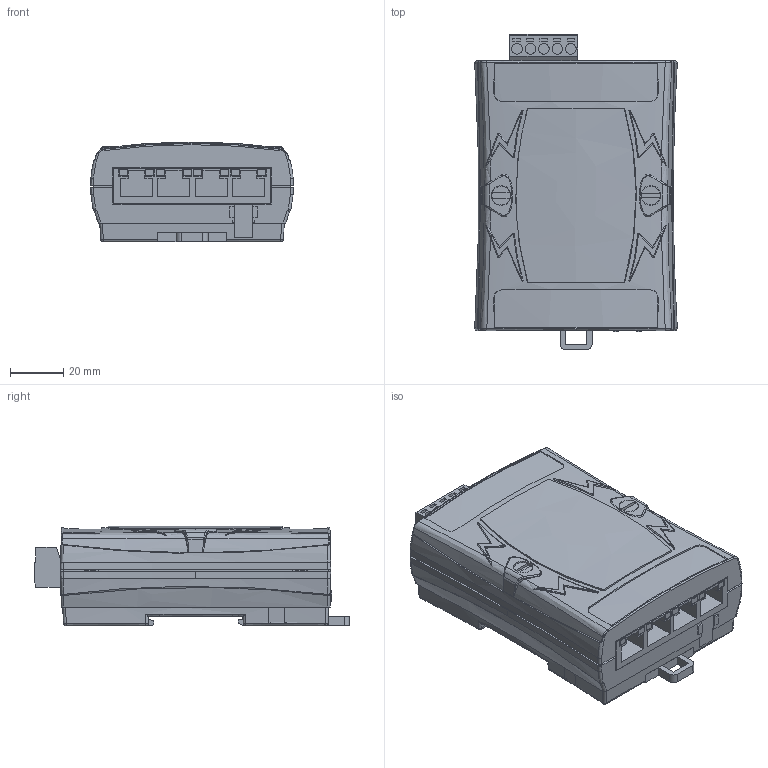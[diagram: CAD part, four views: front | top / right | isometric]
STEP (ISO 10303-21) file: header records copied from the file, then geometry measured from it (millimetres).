
FILE_DESCRIPTION (( 'STEP AP203' ), '1' );
FILE_NAME ('NS-105A.STEP', '2016-10-19T09:50:49', ( 'user' ), ( '' ), 'SwSTEP 2.0', 'SolidWorks 2013', '' );
FILE_SCHEMA (( 'CONFIG_CONTROL_DESIGN' ));
Length unit declared in the file: millimetre
Products named in the file (12): 7000-BG-02.sldasm-Part-1-3; NS-105A; 7000-BG-02.sldasm-Part-7-3; 7000-a-002.sldasm-Part-4-1; 7000-PCGai.sldasm-Part-3; NS-105PSE下蓋; 4PORT RJ45; NS-107PSE上蓋; DC-PowerPin(5.08)-5pin; MC100-50805; RJ-45_UDE-UP Type_FG; NS-105PSE_PCB
Assembly tree (11 placements, depth 2):
  NS-105A
    7000-BG-02.sldasm-Part-1-3
    7000-BG-02.sldasm-Part-7-3
    7000-a-002.sldasm-Part-4-1
    7000-PCGai.sldasm-Part-3
    NS-105PSE下蓋
    4PORT RJ45
    DC-PowerPin(5.08)-5pin
    RJ-45_UDE-UP Type_FG
    NS-107PSE上蓋
    MC100-50805
    NS-105PSE_PCB
Bounding box: 75.84 x 117.97 x 37.4 mm (x, y, z)
Volume: 85582.9 mm3; surface area: 90580.4 mm2
Topology: 11 solids, 11 shells, 1963 faces, 5347 edges, 3490 vertices
Faces by surface type: plane 1186, cylinder 489, bspline 194, sphere 52, cone 42
Entity records: 75556 total; most frequent: CARTESIAN_POINT 27256, ORIENTED_EDGE 10646, DIRECTION 8444, EDGE_CURVE 5323, VERTEX_POINT 3478, LINE 3344, VECTOR 3344, AXIS2_PLACEMENT_3D 2550
